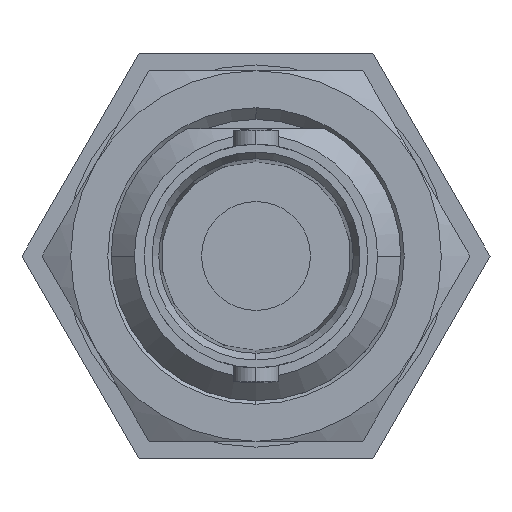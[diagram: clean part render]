
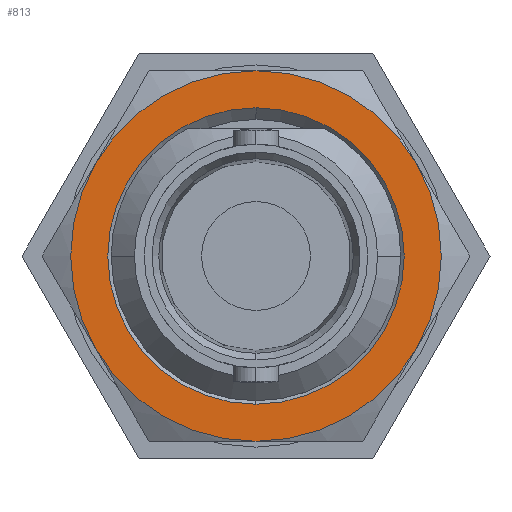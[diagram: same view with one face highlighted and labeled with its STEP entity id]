
A CAD part, left-side view. The second image highlights one B-rep face of the part: STEP entity #813.
In plain terms, the highlighted planar face has unit normal (-1, 0, 0).
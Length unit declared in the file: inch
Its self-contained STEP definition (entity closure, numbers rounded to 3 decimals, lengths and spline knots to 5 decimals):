
#265 = ORIENTED_EDGE ( 'NONE', *, *, #6212, .F. ) ;
#310 = EDGE_CURVE ( 'NONE', #10091, #5774, #6836, .T. ) ;
#406 = DIRECTION ( 'NONE',  ( 1., 0., 0. ) ) ;
#625 = CARTESIAN_POINT ( 'NONE',  ( 0., 0., 0.25197 ) ) ;
#813 = ADVANCED_FACE ( 'NONE', ( #1723, #1825 ), #8372, .F. ) ;
#824 = EDGE_LOOP ( 'NONE', ( #265, #1799 ) ) ;
#1018 = CARTESIAN_POINT ( 'NONE',  ( 0., 0., 0. ) ) ;
#1193 = CARTESIAN_POINT ( 'NONE',  ( 0., 0.27276, -0.15748 ) ) ;
#1320 = DIRECTION ( 'NONE',  ( 0., 0., -1. ) ) ;
#1518 = CARTESIAN_POINT ( 'NONE',  ( 0., -0.27276, -0.15748 ) ) ;
#1634 = AXIS2_PLACEMENT_3D ( 'NONE', #8261, #1865, #1663 ) ;
#1663 = DIRECTION ( 'NONE',  ( 0., 0., -1. ) ) ;
#1723 = FACE_BOUND ( 'NONE', #824, .T. ) ;
#1799 = ORIENTED_EDGE ( 'NONE', *, *, #4758, .F. ) ;
#1810 = EDGE_CURVE ( 'NONE', #5774, #6000, #6991, .T. ) ;
#1825 = FACE_OUTER_BOUND ( 'NONE', #5400, .T. ) ;
#1865 = DIRECTION ( 'NONE',  ( 1., 0., 0. ) ) ;
#1866 = CARTESIAN_POINT ( 'NONE',  ( 0., 0., 0.31496 ) ) ;
#2142 = ORIENTED_EDGE ( 'NONE', *, *, #1810, .F. ) ;
#2318 = DIRECTION ( 'NONE',  ( -1., 0., 0. ) ) ;
#2470 = AXIS2_PLACEMENT_3D ( 'NONE', #7314, #2318, #8171 ) ;
#2746 = EDGE_CURVE ( 'NONE', #7778, #3592, #4852, .T. ) ;
#2854 = AXIS2_PLACEMENT_3D ( 'NONE', #10332, #406, #1320 ) ;
#2908 = DIRECTION ( 'NONE',  ( 0., 0., -1. ) ) ;
#2950 = ORIENTED_EDGE ( 'NONE', *, *, #2746, .F. ) ;
#3052 = AXIS2_PLACEMENT_3D ( 'NONE', #1018, #4308, #5013 ) ;
#3064 = AXIS2_PLACEMENT_3D ( 'NONE', #3827, #10369, #2908 ) ;
#3163 = CARTESIAN_POINT ( 'NONE',  ( 0., 0., 0. ) ) ;
#3181 = ORIENTED_EDGE ( 'NONE', *, *, #9817, .F. ) ;
#3592 = VERTEX_POINT ( 'NONE', #1866 ) ;
#3827 = CARTESIAN_POINT ( 'NONE',  ( 0., 0., 0. ) ) ;
#4308 = DIRECTION ( 'NONE',  ( 1., 0., 0. ) ) ;
#4315 = AXIS2_PLACEMENT_3D ( 'NONE', #3163, #6429, #10572 ) ;
#4450 = VERTEX_POINT ( 'NONE', #625 ) ;
#4758 = EDGE_CURVE ( 'NONE', #5976, #4450, #5221, .T. ) ;
#4791 = DIRECTION ( 'NONE',  ( -1., 0., 0. ) ) ;
#4852 = CIRCLE ( 'NONE', #6201, 0.31496 ) ;
#4871 = CARTESIAN_POINT ( 'NONE',  ( 0., 0.27276, 0.15748 ) ) ;
#5013 = DIRECTION ( 'NONE',  ( 0., 0., -1. ) ) ;
#5221 = CIRCLE ( 'NONE', #2470, 0.25197 ) ;
#5400 = EDGE_LOOP ( 'NONE', ( #9394, #3181, #7536, #2950, #10508, #2142 ) ) ;
#5649 = CARTESIAN_POINT ( 'NONE',  ( 0., 0., 0. ) ) ;
#5726 = CARTESIAN_POINT ( 'NONE',  ( 0., 0., -0.25197 ) ) ;
#5774 = VERTEX_POINT ( 'NONE', #8770 ) ;
#5976 = VERTEX_POINT ( 'NONE', #5726 ) ;
#6000 = VERTEX_POINT ( 'NONE', #1193 ) ;
#6080 = CARTESIAN_POINT ( 'NONE',  ( 0., -0.27276, 0.15748 ) ) ;
#6111 = CIRCLE ( 'NONE', #2854, 0.31496 ) ;
#6201 = AXIS2_PLACEMENT_3D ( 'NONE', #6774, #6825, #9356 ) ;
#6212 = EDGE_CURVE ( 'NONE', #4450, #5976, #7798, .T. ) ;
#6259 = CIRCLE ( 'NONE', #1634, 0.31496 ) ;
#6344 = EDGE_CURVE ( 'NONE', #3592, #8915, #6259, .T. ) ;
#6360 = CIRCLE ( 'NONE', #4315, 0.31496 ) ;
#6429 = DIRECTION ( 'NONE',  ( 1., 0., 0. ) ) ;
#6468 = CARTESIAN_POINT ( 'NONE',  ( 0., 0., 0. ) ) ;
#6774 = CARTESIAN_POINT ( 'NONE',  ( 0., 0., 0. ) ) ;
#6825 = DIRECTION ( 'NONE',  ( 1., 0., 0. ) ) ;
#6836 = CIRCLE ( 'NONE', #9081, 0.31496 ) ;
#6991 = CIRCLE ( 'NONE', #3064, 0.31496 ) ;
#7314 = CARTESIAN_POINT ( 'NONE',  ( 0., 0., 0. ) ) ;
#7536 = ORIENTED_EDGE ( 'NONE', *, *, #6344, .F. ) ;
#7778 = VERTEX_POINT ( 'NONE', #4871 ) ;
#7798 = CIRCLE ( 'NONE', #7969, 0.25197 ) ;
#7969 = AXIS2_PLACEMENT_3D ( 'NONE', #5649, #4791, #8053 ) ;
#8053 = DIRECTION ( 'NONE',  ( 0., 0., -1. ) ) ;
#8171 = DIRECTION ( 'NONE',  ( 0., 0., -1. ) ) ;
#8261 = CARTESIAN_POINT ( 'NONE',  ( 0., 0., 0. ) ) ;
#8286 = DIRECTION ( 'NONE',  ( 1., 0., 0. ) ) ;
#8372 = PLANE ( 'NONE',  #3052 ) ;
#8606 = EDGE_CURVE ( 'NONE', #6000, #7778, #6111, .T. ) ;
#8770 = CARTESIAN_POINT ( 'NONE',  ( 0., 0., -0.31496 ) ) ;
#8915 = VERTEX_POINT ( 'NONE', #6080 ) ;
#8934 = DIRECTION ( 'NONE',  ( 0., 0., -1. ) ) ;
#9081 = AXIS2_PLACEMENT_3D ( 'NONE', #6468, #8286, #8934 ) ;
#9356 = DIRECTION ( 'NONE',  ( 0., 0., -1. ) ) ;
#9394 = ORIENTED_EDGE ( 'NONE', *, *, #310, .F. ) ;
#9817 = EDGE_CURVE ( 'NONE', #8915, #10091, #6360, .T. ) ;
#10091 = VERTEX_POINT ( 'NONE', #1518 ) ;
#10332 = CARTESIAN_POINT ( 'NONE',  ( 0., 0., 0. ) ) ;
#10369 = DIRECTION ( 'NONE',  ( 1., 0., 0. ) ) ;
#10508 = ORIENTED_EDGE ( 'NONE', *, *, #8606, .F. ) ;
#10572 = DIRECTION ( 'NONE',  ( 0., 0., -1. ) ) ;
